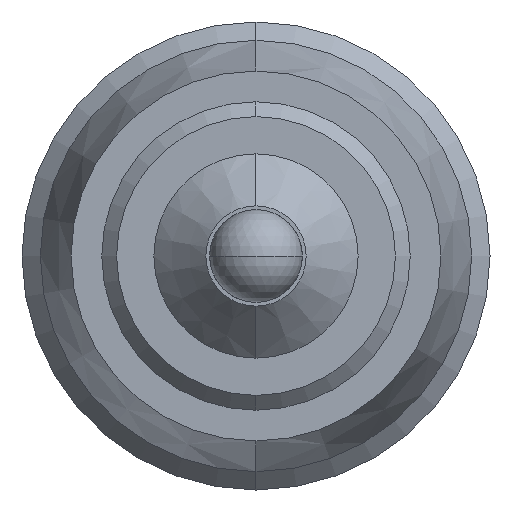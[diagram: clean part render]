
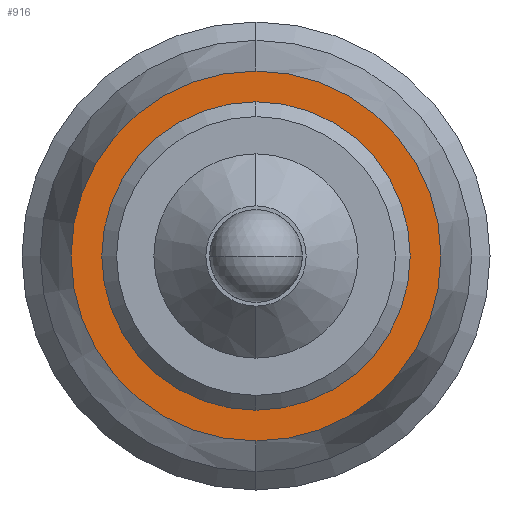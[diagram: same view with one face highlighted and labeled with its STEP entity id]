
A CAD part, left-side view. The second image highlights one B-rep face of the part: STEP entity #916.
In plain terms, the highlighted planar face has unit normal (-1, 0, 0).
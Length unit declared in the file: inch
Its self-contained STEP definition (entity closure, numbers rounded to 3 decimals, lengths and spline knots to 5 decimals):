
#172=CARTESIAN_POINT('',(-1.98,0.,0.));
#173=DIRECTION('',(-1.,0.,0.));
#174=DIRECTION('',(0.,0.,1.));
#175=AXIS2_PLACEMENT_3D('',#172,#173,#174);
#180=CARTESIAN_POINT('',(-1.98,0.,0.));
#181=DIRECTION('',(-1.,0.,0.));
#182=DIRECTION('',(0.,0.,-1.));
#183=AXIS2_PLACEMENT_3D('',#180,#181,#182);
#188=CARTESIAN_POINT('',(-1.98,0.,0.));
#189=DIRECTION('',(1.,0.,0.));
#190=DIRECTION('',(0.,0.,-1.));
#191=AXIS2_PLACEMENT_3D('',#188,#189,#190);
#196=CARTESIAN_POINT('',(-1.98,0.,0.));
#197=DIRECTION('',(1.,0.,0.));
#198=DIRECTION('',(0.,0.,1.));
#199=AXIS2_PLACEMENT_3D('',#196,#197,#198);
#759=CARTESIAN_POINT('',(-1.98,0.,-0.24894));
#760=CARTESIAN_POINT('',(-1.98,0.,0.24894));
#761=VERTEX_POINT('',#759);
#762=VERTEX_POINT('',#760);
#763=CARTESIAN_POINT('',(-1.98,0.,0.165));
#764=CARTESIAN_POINT('',(-1.98,0.,-0.165));
#765=VERTEX_POINT('',#763);
#766=VERTEX_POINT('',#764);
#900=CARTESIAN_POINT('',(-1.98,0.24894,0.));
#901=DIRECTION('',(1.,0.,0.));
#902=DIRECTION('',(0.,0.,-1.));
#903=AXIS2_PLACEMENT_3D('',#900,#901,#902);
#904=PLANE('',#903);
#906=ORIENTED_EDGE('',*,*,#905,.F.);
#908=ORIENTED_EDGE('',*,*,#907,.F.);
#909=EDGE_LOOP('',(#906,#908));
#910=FACE_OUTER_BOUND('',#909,.F.);
#911=ORIENTED_EDGE('',*,*,#890,.F.);
#913=ORIENTED_EDGE('',*,*,#912,.F.);
#914=EDGE_LOOP('',(#911,#913));
#915=FACE_BOUND('',#914,.F.);
#176=CIRCLE('',#175,0.24894);
#184=CIRCLE('',#183,0.24894);
#192=CIRCLE('',#191,0.165);
#200=CIRCLE('',#199,0.165);
#890=EDGE_CURVE('',#766,#765,#192,.T.);
#905=EDGE_CURVE('',#762,#761,#176,.T.);
#907=EDGE_CURVE('',#761,#762,#184,.T.);
#912=EDGE_CURVE('',#765,#766,#200,.T.);
#916=ADVANCED_FACE('',(#910,#915),#904,.F.);
